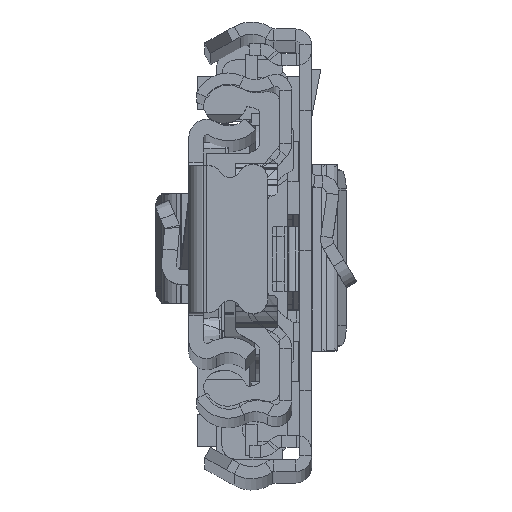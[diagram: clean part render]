
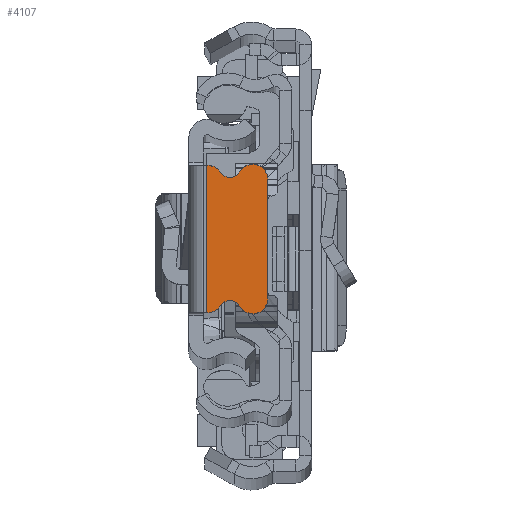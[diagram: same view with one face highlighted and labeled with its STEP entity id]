
A CAD part, top view. The second image highlights one B-rep face of the part: STEP entity #4107.
In plain terms, the highlighted planar face has unit normal (0, 0, 1).
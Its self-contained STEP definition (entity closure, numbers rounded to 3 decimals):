
#19 = CARTESIAN_POINT ( 'NONE',  ( -4.142, 7.236, 0. ) ) ;
#207 = LINE ( 'NONE', #13962, #6058 ) ;
#271 = CARTESIAN_POINT ( 'NONE',  ( -1.75, 0., 0. ) ) ;
#440 = LINE ( 'NONE', #271, #23793 ) ;
#741 = CIRCLE ( 'NONE', #13704, 1.5 ) ;
#1362 = EDGE_CURVE ( 'NONE', #2202, #4351, #18901, .T. ) ;
#1680 = EDGE_LOOP ( 'NONE', ( #4929, #25687, #34472, #26031, #5714, #18847, #15681, #29773, #13163, #13579 ) ) ;
#1737 = VERTEX_POINT ( 'NONE', #15378 ) ;
#1809 = CARTESIAN_POINT ( 'NONE',  ( -6.429, -6., 0. ) ) ;
#1814 = EDGE_CURVE ( 'NONE', #20614, #1737, #7694, .T. ) ;
#2202 = VERTEX_POINT ( 'NONE', #27075 ) ;
#3378 = CIRCLE ( 'NONE', #14640, 1.5 ) ;
#3683 = AXIS2_PLACEMENT_3D ( 'NONE', #1809, #23291, #34071 ) ;
#3943 = PLANE ( 'NONE',  #20992 ) ;
#4107 = ADVANCED_FACE ( 'NONE', ( #33903 ), #3943, .T. ) ;
#4351 = VERTEX_POINT ( 'NONE', #19433 ) ;
#4918 = VECTOR ( 'NONE', #28512, 1000. ) ;
#4929 = ORIENTED_EDGE ( 'NONE', *, *, #34612, .F. ) ;
#5463 = EDGE_CURVE ( 'NONE', #12984, #2202, #20425, .T. ) ;
#5714 = ORIENTED_EDGE ( 'NONE', *, *, #8248, .T. ) ;
#6058 = VECTOR ( 'NONE', #24325, 1000. ) ;
#7074 = CARTESIAN_POINT ( 'NONE',  ( -1.929, 5.87, 0. ) ) ;
#7324 = CARTESIAN_POINT ( 'NONE',  ( -1.929, 7.37, 0. ) ) ;
#7537 = DIRECTION ( 'NONE',  ( 1., 0., 0. ) ) ;
#7694 = CIRCLE ( 'NONE', #27350, 1.1 ) ;
#7777 = DIRECTION ( 'NONE',  ( 1., 0., 0. ) ) ;
#7906 = AXIS2_PLACEMENT_3D ( 'NONE', #8097, #29757, #8258 ) ;
#8097 = CARTESIAN_POINT ( 'NONE',  ( -6.429, 6., 0. ) ) ;
#8248 = EDGE_CURVE ( 'NONE', #1737, #12984, #14671, .T. ) ;
#8258 = DIRECTION ( 'NONE',  ( -1., 0., 0. ) ) ;
#9989 = DIRECTION ( 'NONE',  ( 1., 0., 0. ) ) ;
#10579 = DIRECTION ( 'NONE',  ( 0., 0., -1. ) ) ;
#11014 = DIRECTION ( 'NONE',  ( 0., -1., 0. ) ) ;
#12562 = CARTESIAN_POINT ( 'NONE',  ( -7.929, 6., 0. ) ) ;
#12642 = VECTOR ( 'NONE', #7537, 1000. ) ;
#12833 = DIRECTION ( 'NONE',  ( 0., 0., 1. ) ) ;
#12984 = VERTEX_POINT ( 'NONE', #12562 ) ;
#13163 = ORIENTED_EDGE ( 'NONE', *, *, #21569, .T. ) ;
#13579 = ORIENTED_EDGE ( 'NONE', *, *, #17671, .F. ) ;
#13704 = AXIS2_PLACEMENT_3D ( 'NONE', #7074, #28192, #23249 ) ;
#13864 = CARTESIAN_POINT ( 'NONE',  ( -1.75, -7.37, 0. ) ) ;
#13962 = CARTESIAN_POINT ( 'NONE',  ( -1.929, -7.37, 0. ) ) ;
#14640 = AXIS2_PLACEMENT_3D ( 'NONE', #23365, #12833, #9989 ) ;
#14671 = CIRCLE ( 'NONE', #7906, 1.5 ) ;
#15378 = CARTESIAN_POINT ( 'NONE',  ( -5.109, 6.713, 0. ) ) ;
#15598 = EDGE_CURVE ( 'NONE', #28778, #18272, #23888, .T. ) ;
#15681 = ORIENTED_EDGE ( 'NONE', *, *, #1362, .T. ) ;
#16820 = VERTEX_POINT ( 'NONE', #23715 ) ;
#17239 = CARTESIAN_POINT ( 'NONE',  ( -1.75, 7.37, 0. ) ) ;
#17671 = EDGE_CURVE ( 'NONE', #27419, #16820, #207, .T. ) ;
#18272 = VERTEX_POINT ( 'NONE', #17239 ) ;
#18601 = CARTESIAN_POINT ( 'NONE',  ( -4.142, -7.236, 0. ) ) ;
#18847 = ORIENTED_EDGE ( 'NONE', *, *, #5463, .T. ) ;
#18901 = CIRCLE ( 'NONE', #3683, 1.5 ) ;
#19433 = CARTESIAN_POINT ( 'NONE',  ( -5.109, -6.713, 0. ) ) ;
#20425 = LINE ( 'NONE', #25345, #4918 ) ;
#20614 = VERTEX_POINT ( 'NONE', #31761 ) ;
#20992 = AXIS2_PLACEMENT_3D ( 'NONE', #28419, #25780, #31618 ) ;
#21569 = EDGE_CURVE ( 'NONE', #33069, #16820, #3378, .T. ) ;
#23249 = DIRECTION ( 'NONE',  ( -1., 0., 0. ) ) ;
#23291 = DIRECTION ( 'NONE',  ( 0., 0., 1. ) ) ;
#23365 = CARTESIAN_POINT ( 'NONE',  ( -1.929, -5.87, 0. ) ) ;
#23715 = CARTESIAN_POINT ( 'NONE',  ( -1.929, -7.37, 0. ) ) ;
#23793 = VECTOR ( 'NONE', #11014, 1000. ) ;
#23888 = LINE ( 'NONE', #24055, #12642 ) ;
#24055 = CARTESIAN_POINT ( 'NONE',  ( -1.929, 7.37, 0. ) ) ;
#24257 = AXIS2_PLACEMENT_3D ( 'NONE', #18601, #29527, #29350 ) ;
#24325 = DIRECTION ( 'NONE',  ( -1., 0., 0. ) ) ;
#25193 = CARTESIAN_POINT ( 'NONE',  ( -3.206, -6.658, 0. ) ) ;
#25345 = CARTESIAN_POINT ( 'NONE',  ( -7.929, -6., 0. ) ) ;
#25687 = ORIENTED_EDGE ( 'NONE', *, *, #15598, .F. ) ;
#25780 = DIRECTION ( 'NONE',  ( 0., 0., 1. ) ) ;
#26031 = ORIENTED_EDGE ( 'NONE', *, *, #1814, .T. ) ;
#26525 = CIRCLE ( 'NONE', #24257, 1.1 ) ;
#27075 = CARTESIAN_POINT ( 'NONE',  ( -7.929, -6., 0. ) ) ;
#27350 = AXIS2_PLACEMENT_3D ( 'NONE', #19, #10579, #7777 ) ;
#27419 = VERTEX_POINT ( 'NONE', #13864 ) ;
#28192 = DIRECTION ( 'NONE',  ( 0., 0., 1. ) ) ;
#28419 = CARTESIAN_POINT ( 'NONE',  ( 642.771, 0., 0. ) ) ;
#28512 = DIRECTION ( 'NONE',  ( 0., -1., 0. ) ) ;
#28778 = VERTEX_POINT ( 'NONE', #7324 ) ;
#29350 = DIRECTION ( 'NONE',  ( -1., 0., 0. ) ) ;
#29527 = DIRECTION ( 'NONE',  ( 0., 0., -1. ) ) ;
#29757 = DIRECTION ( 'NONE',  ( 0., 0., 1. ) ) ;
#29773 = ORIENTED_EDGE ( 'NONE', *, *, #31371, .T. ) ;
#31371 = EDGE_CURVE ( 'NONE', #4351, #33069, #26525, .T. ) ;
#31618 = DIRECTION ( 'NONE',  ( 1., 0., 0. ) ) ;
#31761 = CARTESIAN_POINT ( 'NONE',  ( -3.206, 6.658, 0. ) ) ;
#33069 = VERTEX_POINT ( 'NONE', #25193 ) ;
#33164 = EDGE_CURVE ( 'NONE', #28778, #20614, #741, .T. ) ;
#33903 = FACE_OUTER_BOUND ( 'NONE', #1680, .T. ) ;
#34071 = DIRECTION ( 'NONE',  ( 1., 0., 0. ) ) ;
#34472 = ORIENTED_EDGE ( 'NONE', *, *, #33164, .T. ) ;
#34612 = EDGE_CURVE ( 'NONE', #18272, #27419, #440, .T. ) ;
